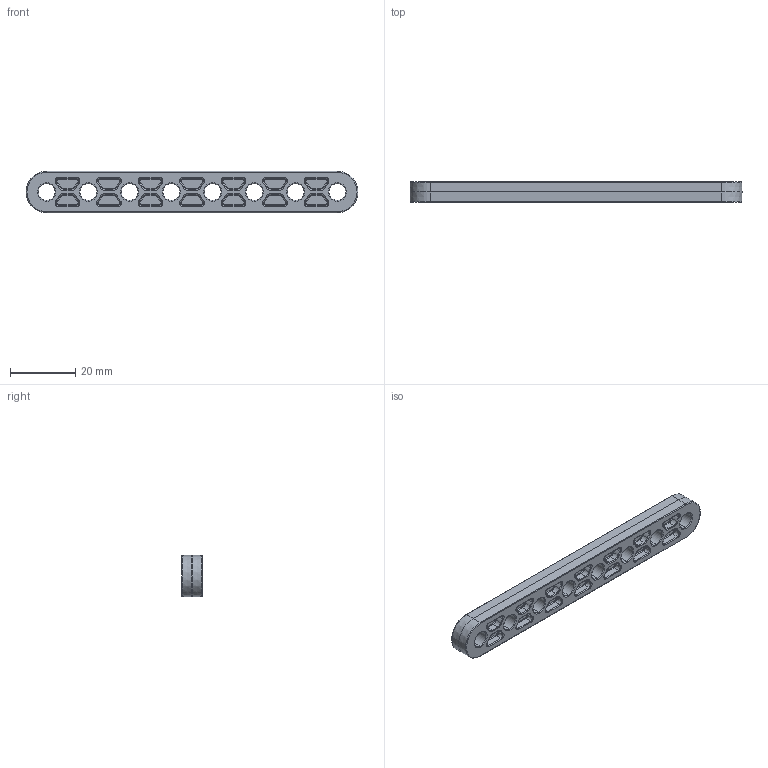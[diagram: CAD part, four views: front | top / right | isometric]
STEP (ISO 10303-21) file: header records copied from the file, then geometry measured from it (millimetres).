
FILE_DESCRIPTION (( 'STEP AP214' ), '1' );
FILE_NAME ('am-5011_1x8 RoBits 1×8 Beam.STEP', '2023-03-23T20:48:16', ( '' ), ( '' ), 'SwSTEP 2.0', 'SolidWorks 2022', '' );
FILE_SCHEMA (( 'AUTOMOTIVE_DESIGN' ));
Length unit declared in the file: inch
Products named in the file (1): am-5011_1x8 RoBits 1×8 Beam
Bounding box: 101.6 x 6.35 x 12.7 mm (x, y, z)
Volume: 5568.6 mm3; surface area: 5344.1 mm2
Topology: 1 solids, 1 shells, 770 faces, 1728 edges, 988 vertices
Faces by surface type: torus 374, cone 171, cylinder 135, plane 90
Entity records: 21630 total; most frequent: DIRECTION 4496, CARTESIAN_POINT 3533, ORIENTED_EDGE 3456, AXIS2_PLACEMENT_3D 2007, EDGE_CURVE 1728, CIRCLE 1236, VERTEX_POINT 988, EDGE_LOOP 814
